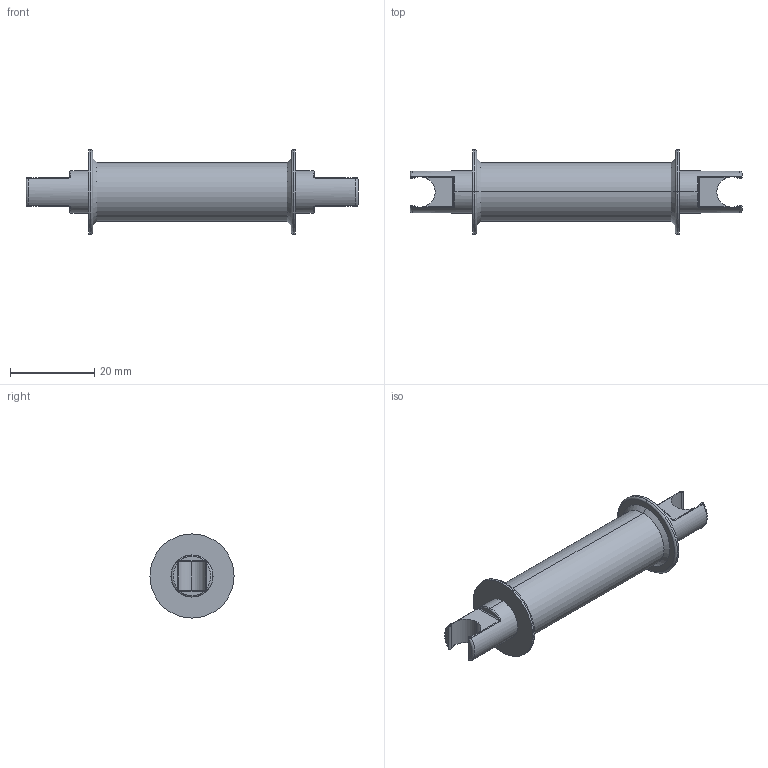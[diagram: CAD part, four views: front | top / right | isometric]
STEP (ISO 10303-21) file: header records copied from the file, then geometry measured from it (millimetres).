
FILE_DESCRIPTION (( 'STEP AP203' ), '1' );
FILE_NAME ('J2_link.STEP', '2024-09-27T13:05:57', ( '' ), ( '' ), 'SwSTEP 2.0', 'SolidWorks 2022', '' );
FILE_SCHEMA (( 'CONFIG_CONTROL_DESIGN' ));
Length unit declared in the file: millimetre
Products named in the file (1): J2_link
Bounding box: 78.96 x 20 x 20 mm (x, y, z)
Volume: 9436.6 mm3; surface area: 3941.2 mm2
Topology: 1 solids, 1 shells, 91 faces, 221 edges, 136 vertices
Faces by surface type: cylinder 29, plane 28, bspline 16, torus 14, cone 4
Entity records: 3354 total; most frequent: CARTESIAN_POINT 1257, ORIENTED_EDGE 442, DIRECTION 407, EDGE_CURVE 221, AXIS2_PLACEMENT_3D 174, VERTEX_POINT 136, CIRCLE 98, EDGE_LOOP 95
